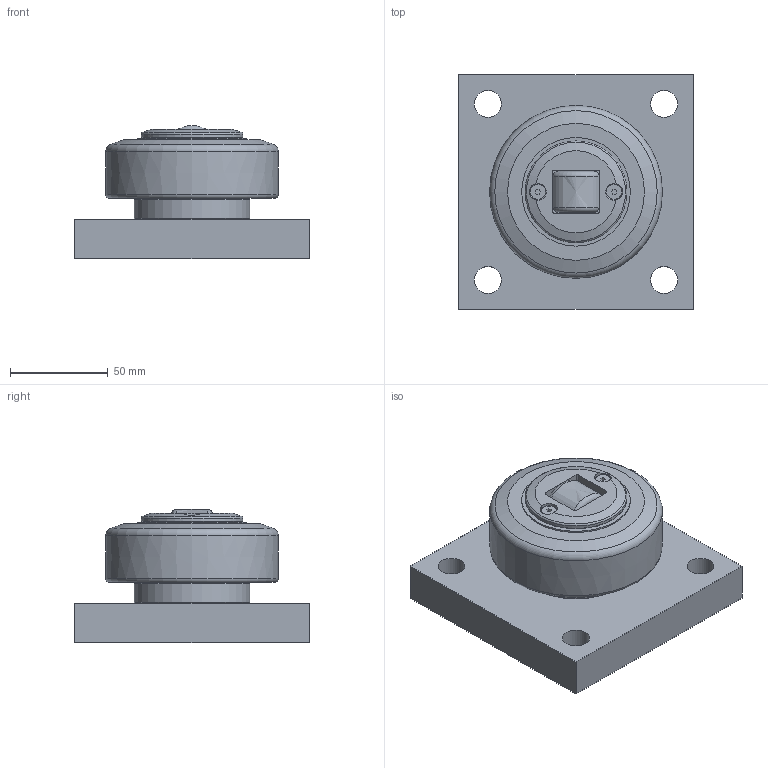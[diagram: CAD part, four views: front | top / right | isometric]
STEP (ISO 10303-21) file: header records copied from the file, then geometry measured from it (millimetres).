
FILE_DESCRIPTION(/* description */ ('-','CAx-IF Rec.Pracs.---Representation and Presentation of Product Manufacturing Information (PMI)---4.0---2014-10-13'),/* implementation_level */ '2;1');
FILE_NAME(/* name */ 'e4f14319-fabd-4046-ab1e-4d98deeb1090.stp',/* time_stamp */ '2020-04-01T16:33:35+02:00',/* author */ ('-'),/* organization */ ('NTI CADcenter A/S'),/* preprocessor_version */ 'ST-DEVELOPER v18',/* originating_system */ 'Autodesk Inventor 2020',/* authorisation */ '-');
FILE_SCHEMA (('AP242_MANAGED_MODEL_BASED_3D_ENGINEERING_MIM_LF { 1 0 10303 442 1 1 4 }'));
Length unit declared in the file: millimetre
Products named in the file (1): TR 090.0300 BQ1000_Kontur
Bounding box: 120 x 120 x 68 mm (x, y, z)
Volume: 484658.1 mm3; surface area: 59523.9 mm2
Topology: 1 solids, 1 shells, 81 faces, 218 edges, 149 vertices
Faces by surface type: plane 43, cylinder 23, cone 8, torus 5, bspline 2
Full cylindrical faces by diameter (mm): 7.8 x2, 8.6 x2, 13.835 x4, 45 x1, 52 x1, 55.3 x1, 55.5 x1, 59 x1
Entity records: 2738 total; most frequent: CARTESIAN_POINT 561, DIRECTION 463, ORIENTED_EDGE 436, EDGE_CURVE 218, AXIS2_PLACEMENT_3D 173, VERTEX_POINT 149, LINE 117, VECTOR 117
